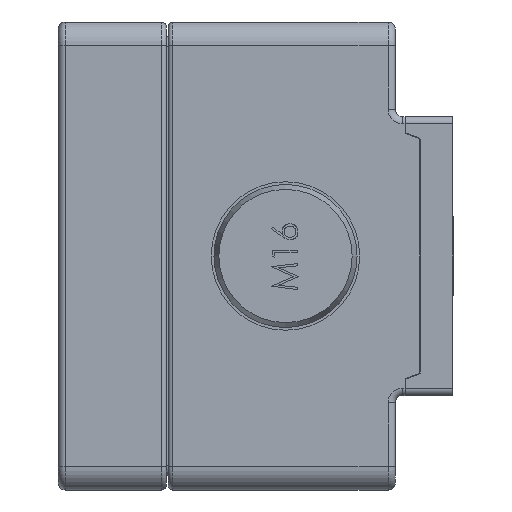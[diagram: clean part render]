
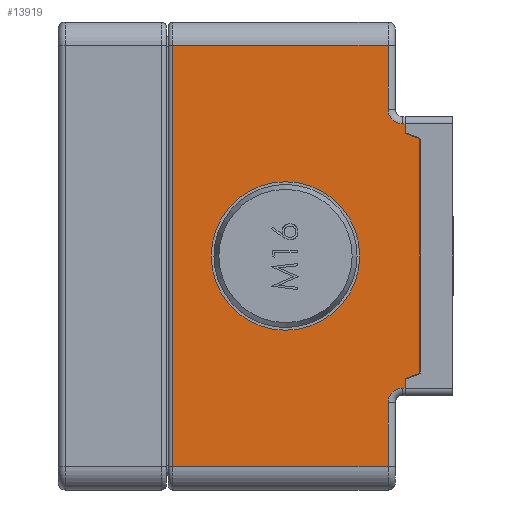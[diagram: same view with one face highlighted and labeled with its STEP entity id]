
A CAD part, left-side view. The second image highlights one B-rep face of the part: STEP entity #13919.
In plain terms, the highlighted planar face has unit normal (-1, 0, 0).
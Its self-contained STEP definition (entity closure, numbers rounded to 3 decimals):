
#34=FACE_BOUND('',#1710,.T.);
#928=FACE_OUTER_BOUND('',#1709,.T.);
#1709=EDGE_LOOP('',(#10917,#10918,#10919,#10920,#10921,#10922,#10923,#10924,
#10925,#10926,#10927,#10928,#10929,#10930,#10931,#10932));
#1710=EDGE_LOOP('',(#10933,#10934));
#2792=LINE('',#22925,#4101);
#2796=LINE('',#22932,#4105);
#2857=LINE('',#23071,#4166);
#2860=LINE('',#23076,#4169);
#2861=LINE('',#23078,#4170);
#2862=LINE('',#23079,#4171);
#2863=LINE('',#23081,#4172);
#2864=LINE('',#23085,#4173);
#2865=LINE('',#23087,#4174);
#2866=LINE('',#23089,#4175);
#2867=LINE('',#23091,#4176);
#2868=LINE('',#23093,#4177);
#2869=LINE('',#23096,#4178);
#2870=LINE('',#23097,#4179);
#4101=VECTOR('',#17890,10.);
#4105=VECTOR('',#17894,10.);
#4166=VECTOR('',#18019,10.);
#4169=VECTOR('',#18024,10.);
#4170=VECTOR('',#18025,10.);
#4171=VECTOR('',#18026,10.);
#4172=VECTOR('',#18027,10.);
#4173=VECTOR('',#18030,10.);
#4174=VECTOR('',#18031,10.);
#4175=VECTOR('',#18032,10.);
#4176=VECTOR('',#18033,10.);
#4177=VECTOR('',#18034,10.);
#4178=VECTOR('',#18037,10.);
#4179=VECTOR('',#18038,10.);
#5128=CIRCLE('',#15113,1.6);
#5129=CIRCLE('',#15114,1.6);
#5130=CIRCLE('',#15115,8.25);
#5131=CIRCLE('',#15116,8.25);
#6080=VERTEX_POINT('',#22512);
#6122=VERTEX_POINT('',#22614);
#6185=VERTEX_POINT('',#22908);
#6187=VERTEX_POINT('',#22914);
#6190=VERTEX_POINT('',#22924);
#6193=VERTEX_POINT('',#22930);
#6239=VERTEX_POINT('',#23070);
#6241=VERTEX_POINT('',#23077);
#6242=VERTEX_POINT('',#23080);
#6243=VERTEX_POINT('',#23082);
#6244=VERTEX_POINT('',#23084);
#6245=VERTEX_POINT('',#23086);
#6246=VERTEX_POINT('',#23088);
#6247=VERTEX_POINT('',#23090);
#6248=VERTEX_POINT('',#23092);
#6249=VERTEX_POINT('',#23094);
#6250=VERTEX_POINT('',#23098);
#6251=VERTEX_POINT('',#23099);
#7884=EDGE_CURVE('',#6185,#6190,#2792,.T.);
#7888=EDGE_CURVE('',#6193,#6187,#2796,.T.);
#7959=EDGE_CURVE('',#6122,#6239,#2857,.T.);
#7962=EDGE_CURVE('',#6122,#6080,#2860,.T.);
#7963=EDGE_CURVE('',#6241,#6080,#2861,.T.);
#7964=EDGE_CURVE('',#6187,#6241,#2862,.T.);
#7965=EDGE_CURVE('',#6242,#6193,#2863,.T.);
#7966=EDGE_CURVE('',#6243,#6242,#5128,.T.);
#7967=EDGE_CURVE('',#6244,#6243,#2864,.T.);
#7968=EDGE_CURVE('',#6245,#6244,#2865,.T.);
#7969=EDGE_CURVE('',#6246,#6245,#2866,.T.);
#7970=EDGE_CURVE('',#6247,#6246,#2867,.T.);
#7971=EDGE_CURVE('',#6248,#6247,#2868,.T.);
#7972=EDGE_CURVE('',#6249,#6248,#5129,.T.);
#7973=EDGE_CURVE('',#6190,#6249,#2869,.T.);
#7974=EDGE_CURVE('',#6239,#6185,#2870,.T.);
#7975=EDGE_CURVE('',#6250,#6251,#5130,.T.);
#7976=EDGE_CURVE('',#6251,#6250,#5131,.T.);
#10917=ORIENTED_EDGE('',*,*,#7962,.T.);
#10918=ORIENTED_EDGE('',*,*,#7963,.F.);
#10919=ORIENTED_EDGE('',*,*,#7964,.F.);
#10920=ORIENTED_EDGE('',*,*,#7888,.F.);
#10921=ORIENTED_EDGE('',*,*,#7965,.F.);
#10922=ORIENTED_EDGE('',*,*,#7966,.F.);
#10923=ORIENTED_EDGE('',*,*,#7967,.F.);
#10924=ORIENTED_EDGE('',*,*,#7968,.F.);
#10925=ORIENTED_EDGE('',*,*,#7969,.F.);
#10926=ORIENTED_EDGE('',*,*,#7970,.F.);
#10927=ORIENTED_EDGE('',*,*,#7971,.F.);
#10928=ORIENTED_EDGE('',*,*,#7972,.F.);
#10929=ORIENTED_EDGE('',*,*,#7973,.F.);
#10930=ORIENTED_EDGE('',*,*,#7884,.F.);
#10931=ORIENTED_EDGE('',*,*,#7974,.F.);
#10932=ORIENTED_EDGE('',*,*,#7959,.F.);
#10933=ORIENTED_EDGE('',*,*,#7975,.T.);
#10934=ORIENTED_EDGE('',*,*,#7976,.T.);
#13327=PLANE('',#15112);
#13919=ADVANCED_FACE('',(#928,#34),#13327,.F.);
#15112=AXIS2_PLACEMENT_3D('',#23075,#18022,#18023);
#15113=AXIS2_PLACEMENT_3D('',#23083,#18028,#18029);
#15114=AXIS2_PLACEMENT_3D('',#23095,#18035,#18036);
#15115=AXIS2_PLACEMENT_3D('',#23100,#18039,#18040);
#15116=AXIS2_PLACEMENT_3D('',#23101,#18041,#18042);
#17890=DIRECTION('',(0.,0.,-1.));
#17894=DIRECTION('',(0.,0.,-1.));
#18019=DIRECTION('',(0.,0.94,-0.342));
#18022=DIRECTION('center_axis',(1.,0.,0.));
#18023=DIRECTION('ref_axis',(0.,0.,-1.));
#18024=DIRECTION('',(0.,0.,1.));
#18025=DIRECTION('',(0.,-0.94,-0.342));
#18026=DIRECTION('',(0.,0.,-1.));
#18027=DIRECTION('',(0.,-1.,0.));
#18028=DIRECTION('center_axis',(-1.,0.,0.));
#18029=DIRECTION('ref_axis',(0.,0.707,-0.707));
#18030=DIRECTION('',(0.,0.,-1.));
#18031=DIRECTION('',(0.,-1.,0.));
#18032=DIRECTION('',(0.,0.,1.));
#18033=DIRECTION('',(0.,1.,0.));
#18034=DIRECTION('',(0.,0.,-1.));
#18035=DIRECTION('center_axis',(-1.,0.,0.));
#18036=DIRECTION('ref_axis',(0.,0.707,0.707));
#18037=DIRECTION('',(0.,1.,0.));
#18038=DIRECTION('',(0.,0.,-1.));
#18039=DIRECTION('center_axis',(1.,0.,0.));
#18040=DIRECTION('ref_axis',(0.,-1.,0.));
#18041=DIRECTION('center_axis',(1.,0.,0.));
#18042=DIRECTION('ref_axis',(0.,-1.,0.));
#22512=CARTESIAN_POINT('',(-66.364,-17.208,13.036));
#22614=CARTESIAN_POINT('',(-66.364,-17.208,-13.036));
#22908=CARTESIAN_POINT('',(-66.364,-15.608,-13.682));
#22914=CARTESIAN_POINT('',(-66.364,-15.608,13.682));
#22924=CARTESIAN_POINT('',(-66.364,-15.608,-14.7));
#22925=CARTESIAN_POINT('',(-66.364,-15.608,-13.619));
#22930=CARTESIAN_POINT('',(-66.364,-15.608,14.7));
#22932=CARTESIAN_POINT('',(-66.364,-15.608,15.5));
#23070=CARTESIAN_POINT('',(-66.364,-15.608,-13.619));
#23071=CARTESIAN_POINT('',(-66.364,-17.308,-13.));
#23075=CARTESIAN_POINT('Origin',(-66.364,1.675,0.));
#23076=CARTESIAN_POINT('',(-66.364,-17.208,6.55));
#23077=CARTESIAN_POINT('',(-66.364,-15.608,13.619));
#23078=CARTESIAN_POINT('',(-66.364,-15.608,13.619));
#23079=CARTESIAN_POINT('',(-66.364,-15.608,15.5));
#23080=CARTESIAN_POINT('',(-66.364,-15.308,14.7));
#23081=CARTESIAN_POINT('',(-66.364,-6.817,14.7));
#23082=CARTESIAN_POINT('',(-66.364,-13.708,16.3));
#23083=CARTESIAN_POINT('Origin',(-66.364,-15.308,16.3));
#23084=CARTESIAN_POINT('',(-66.364,-13.708,23.4));
#23085=CARTESIAN_POINT('',(-66.364,-13.708,13.));
#23086=CARTESIAN_POINT('',(-66.364,10.242,23.4));
#23087=CARTESIAN_POINT('',(-66.364,6.208,23.4));
#23088=CARTESIAN_POINT('',(-66.364,10.242,-23.4));
#23089=CARTESIAN_POINT('',(-66.364,10.242,12.2));
#23090=CARTESIAN_POINT('',(-66.364,-13.708,-23.4));
#23091=CARTESIAN_POINT('',(-66.364,-6.417,-23.4));
#23092=CARTESIAN_POINT('',(-66.364,-13.708,-16.3));
#23093=CARTESIAN_POINT('',(-66.364,-13.708,-8.15));
#23094=CARTESIAN_POINT('',(-66.364,-15.308,-14.7));
#23095=CARTESIAN_POINT('Origin',(-66.364,-15.308,-16.3));
#23096=CARTESIAN_POINT('',(-66.364,-6.967,-14.7));
#23097=CARTESIAN_POINT('',(-66.364,-15.608,-13.619));
#23098=CARTESIAN_POINT('',(-66.364,-10.558,0.));
#23099=CARTESIAN_POINT('',(-66.364,5.942,0.));
#23100=CARTESIAN_POINT('Origin',(-66.364,-2.308,0.));
#23101=CARTESIAN_POINT('Origin',(-66.364,-2.308,0.));
